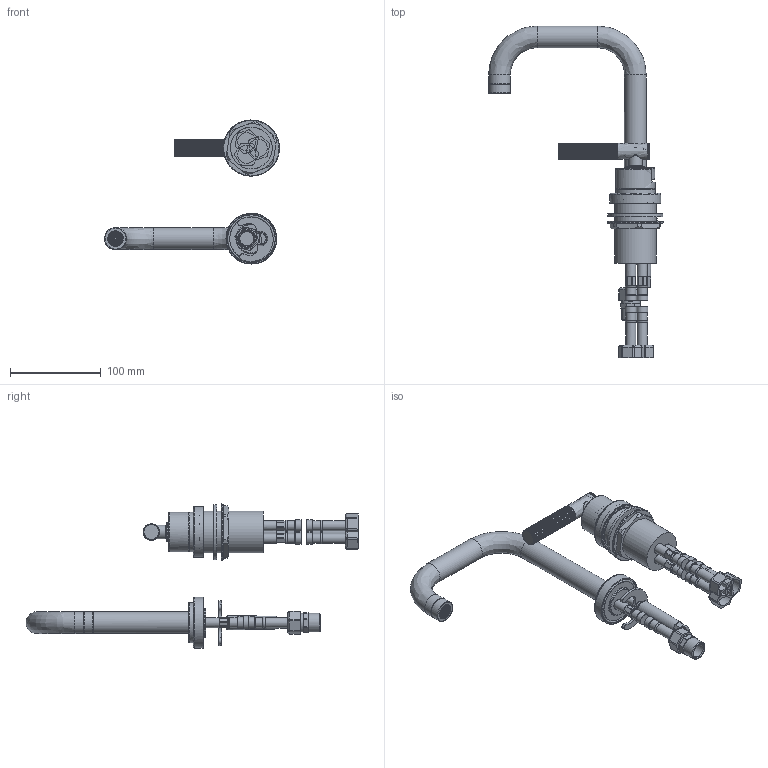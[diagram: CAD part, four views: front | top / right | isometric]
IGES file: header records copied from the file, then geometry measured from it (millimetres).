
Global section: file name: LANDMARK THINNER SPOUTS EXPORTV7K13S-2LL; native system: Autodesk Inventor 2020; preprocessor: unknown; author: rclarke; date: 20221125.122618; units: millimetre
Bounding box: 193 x 366.41 x 158.98 mm (x, y, z)
Volume: 339382.1 mm3; surface area: 191655.5 mm2
Topology: 52 solids, 53 shells, 3040 faces, 7949 edges, 5170 vertices
Faces by surface type: bspline 3040
